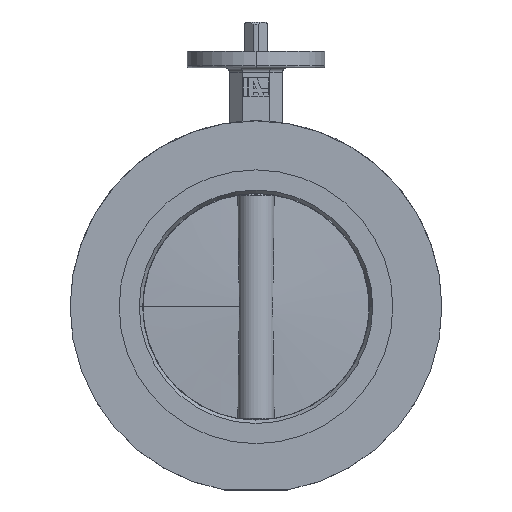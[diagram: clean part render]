
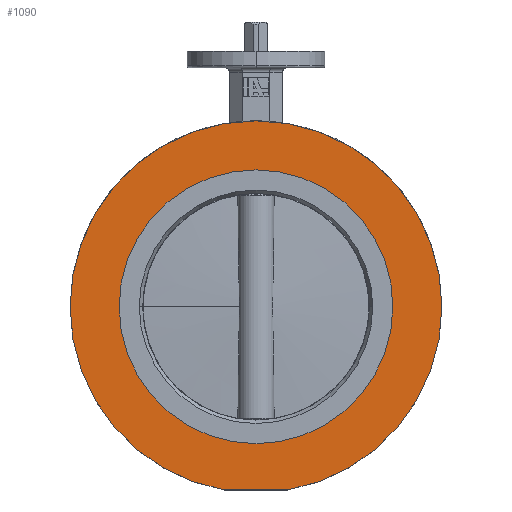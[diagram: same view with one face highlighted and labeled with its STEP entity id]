
A CAD part, top view. The second image highlights one B-rep face of the part: STEP entity #1090.
In plain terms, the highlighted planar face has unit normal (0, 0, 1).
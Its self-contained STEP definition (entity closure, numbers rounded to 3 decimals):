
#136 = FACE_OUTER_BOUND ( 'NONE', #2135, .T. ) ;
#140 = FACE_BOUND ( 'NONE', #4811, .T. ) ;
#479 = CIRCLE ( 'NONE', #4340, 149.5 ) ;
#488 = CIRCLE ( 'NONE', #4343, 203. ) ;
#709 = CIRCLE ( 'NONE', #4436, 203. ) ;
#743 = CIRCLE ( 'NONE', #4441, 149.5 ) ;
#747 = LINE ( 'NONE', #4028, #750 ) ;
#749 = CIRCLE ( 'NONE', #4440, 203. ) ;
#750 = VECTOR ( 'NONE', #4029, 1000. ) ;
#888 = DIRECTION ( 'NONE',  ( 1., 0., 0. ) ) ;
#891 = PLANE ( 'NONE',  #4219 ) ;
#893 = CARTESIAN_POINT ( 'NONE',  ( 0., 0., 34. ) ) ;
#900 = DIRECTION ( 'NONE',  ( 0., 0., 1. ) ) ;
#1090 = ADVANCED_FACE ( 'NONE', ( #136, #140 ), #891, .T. ) ;
#1329 = CARTESIAN_POINT ( 'NONE',  ( 0., 0., 34. ) ) ;
#1330 = DIRECTION ( 'NONE',  ( 0., 0., 1. ) ) ;
#1331 = DIRECTION ( 'NONE',  ( 1., 0., 0. ) ) ;
#1341 = CARTESIAN_POINT ( 'NONE',  ( 0., 0., 34. ) ) ;
#1342 = DIRECTION ( 'NONE',  ( 0., 0., -1. ) ) ;
#1343 = DIRECTION ( 'NONE',  ( -1., 0., 0. ) ) ;
#2135 = EDGE_LOOP ( 'NONE', ( #3209, #3241, #3210, #3211 ) ) ;
#2239 = CARTESIAN_POINT ( 'NONE',  ( -203., 0., 34. ) ) ;
#2272 = CARTESIAN_POINT ( 'NONE',  ( 34.771, -200., 34. ) ) ;
#2332 = CARTESIAN_POINT ( 'NONE',  ( -34.771, -200., 34. ) ) ;
#2334 = CARTESIAN_POINT ( 'NONE',  ( 203., 0., 34. ) ) ;
#2410 = CARTESIAN_POINT ( 'NONE',  ( 149.5, 0., 34. ) ) ;
#2437 = CARTESIAN_POINT ( 'NONE',  ( -149.5, 0., 34. ) ) ;
#2720 = VERTEX_POINT ( 'NONE', #2334 ) ;
#2730 = VERTEX_POINT ( 'NONE', #2332 ) ;
#2759 = VERTEX_POINT ( 'NONE', #2239 ) ;
#2805 = VERTEX_POINT ( 'NONE', #2272 ) ;
#2819 = VERTEX_POINT ( 'NONE', #2437 ) ;
#2836 = VERTEX_POINT ( 'NONE', #2410 ) ;
#3209 = ORIENTED_EDGE ( 'NONE', *, *, #4836, .F. ) ;
#3210 = ORIENTED_EDGE ( 'NONE', *, *, #4169, .F. ) ;
#3211 = ORIENTED_EDGE ( 'NONE', *, *, #3503, .F. ) ;
#3212 = ORIENTED_EDGE ( 'NONE', *, *, #4838, .F. ) ;
#3213 = ORIENTED_EDGE ( 'NONE', *, *, #3498, .F. ) ;
#3241 = ORIENTED_EDGE ( 'NONE', *, *, #4837, .F. ) ;
#3498 = EDGE_CURVE ( 'NONE', #2819, #2836, #479, .T. ) ;
#3503 = EDGE_CURVE ( 'NONE', #2730, #2759, #488, .T. ) ;
#3971 = CARTESIAN_POINT ( 'NONE',  ( 0., 0., 34. ) ) ;
#3972 = DIRECTION ( 'NONE',  ( 0., 0., -1. ) ) ;
#3973 = DIRECTION ( 'NONE',  ( -1., 0., 0. ) ) ;
#4028 = CARTESIAN_POINT ( 'NONE',  ( 0., -200., 34. ) ) ;
#4029 = DIRECTION ( 'NONE',  ( -1., 0., 0. ) ) ;
#4030 = CARTESIAN_POINT ( 'NONE',  ( 0., 0., 34. ) ) ;
#4031 = DIRECTION ( 'NONE',  ( 0., 0., -1. ) ) ;
#4032 = DIRECTION ( 'NONE',  ( -1., 0., 0. ) ) ;
#4034 = CARTESIAN_POINT ( 'NONE',  ( 0., 0., 34. ) ) ;
#4036 = DIRECTION ( 'NONE',  ( 0., 0., 1. ) ) ;
#4037 = DIRECTION ( 'NONE',  ( 1., 0., 0. ) ) ;
#4169 = EDGE_CURVE ( 'NONE', #2759, #2720, #709, .T. ) ;
#4219 = AXIS2_PLACEMENT_3D ( 'NONE', #893, #900, #888 ) ;
#4340 = AXIS2_PLACEMENT_3D ( 'NONE', #1329, #1330, #1331 ) ;
#4343 = AXIS2_PLACEMENT_3D ( 'NONE', #1341, #1342, #1343 ) ;
#4436 = AXIS2_PLACEMENT_3D ( 'NONE', #3971, #3972, #3973 ) ;
#4440 = AXIS2_PLACEMENT_3D ( 'NONE', #4030, #4031, #4032 ) ;
#4441 = AXIS2_PLACEMENT_3D ( 'NONE', #4034, #4036, #4037 ) ;
#4811 = EDGE_LOOP ( 'NONE', ( #3212, #3213 ) ) ;
#4836 = EDGE_CURVE ( 'NONE', #2805, #2730, #747, .T. ) ;
#4837 = EDGE_CURVE ( 'NONE', #2720, #2805, #749, .T. ) ;
#4838 = EDGE_CURVE ( 'NONE', #2836, #2819, #743, .T. ) ;
